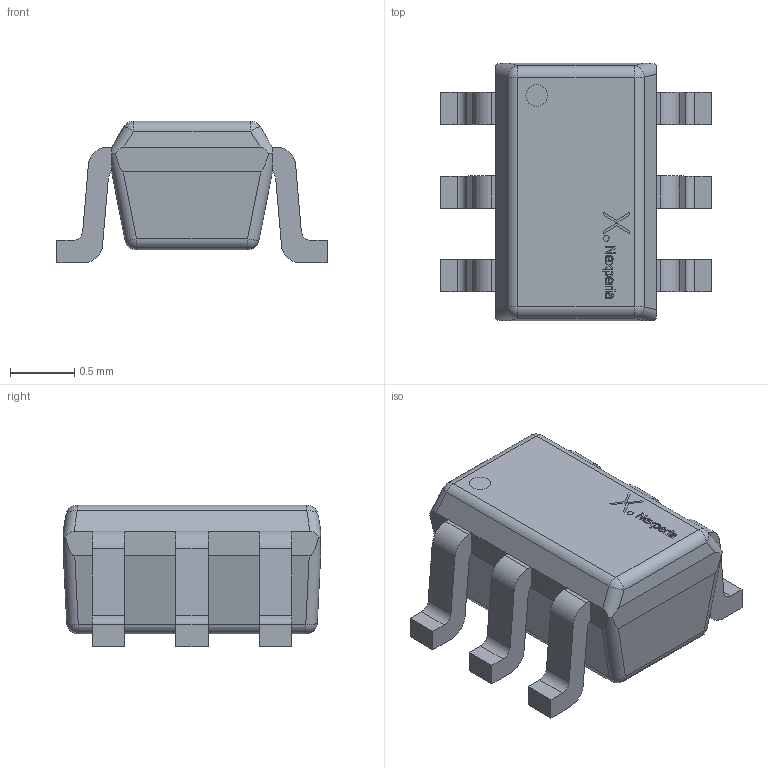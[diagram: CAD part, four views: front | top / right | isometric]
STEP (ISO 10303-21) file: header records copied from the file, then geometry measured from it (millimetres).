
FILE_DESCRIPTION(/* description */ (''),/* implementation_level */ '2;1');
FILE_NAME(/* name */ '1.stp',/* time_stamp */ '2020-02-18T21:43:27+02:00',/* author */ ('k'),/* organization */ (''),/* preprocessor_version */ 'ST-DEVELOPER v15.6',/* originating_system */ 'Autodesk Inventor 2015',/* authorisation */ '');
FILE_SCHEMA (('AUTOMOTIVE_DESIGN { 1 0 10303 214 3 1 1 }'));
Length unit declared in the file: millimetre
Products named in the file (4): 1; 2; Nexperia Logo
Bounding box: 2.1 x 2 x 1.1 mm (x, y, z)
Volume: 2.7 mm3; surface area: 19.1 mm2
Topology: 17 solids, 17 shells, 260 faces, 654 edges, 428 vertices
Faces by surface type: plane 154, bspline 54, cylinder 44, sphere 8
Full cylindrical faces by diameter (mm): 0.045 x1, 0.168 x1
Entity records: 8110 total; most frequent: CARTESIAN_POINT 2069, ORIENTED_EDGE 1304, DIRECTION 1062, EDGE_CURVE 652, LINE 444, VECTOR 444, VERTEX_POINT 428, AXIS2_PLACEMENT_3D 309
